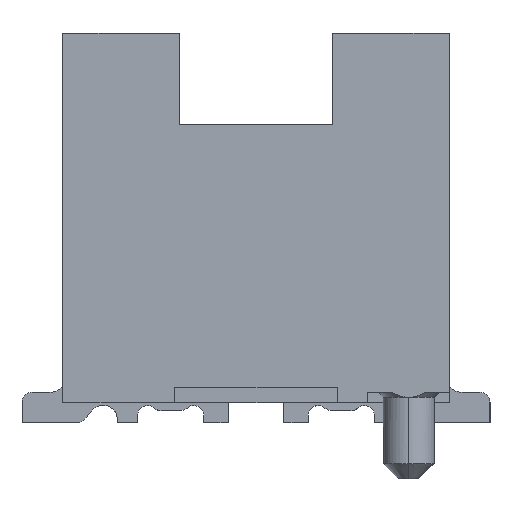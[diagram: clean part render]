
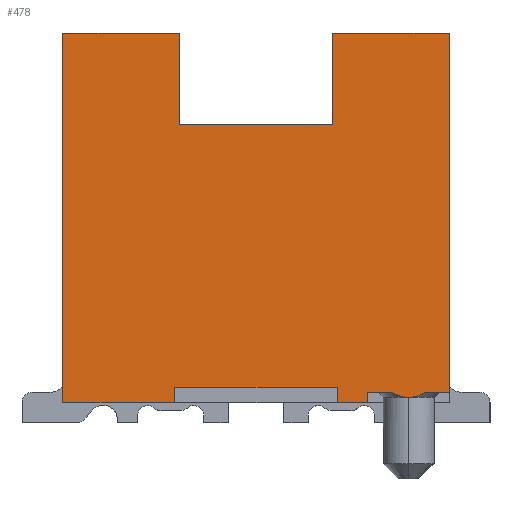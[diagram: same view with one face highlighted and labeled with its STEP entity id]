
A CAD part, left-side view. The second image highlights one B-rep face of the part: STEP entity #478.
In plain terms, the highlighted planar face has unit normal (-1, 0, 0).
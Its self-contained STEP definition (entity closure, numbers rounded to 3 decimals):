
#117=CARTESIAN_POINT('',(-4.8,-1.5,0.05));
#118=VERTEX_POINT('',#117);
#256=CARTESIAN_POINT('',(-4.8,-1.666,0.1));
#257=VERTEX_POINT('',#256);
#265=CARTESIAN_POINT('',(-4.8,-1.666,0.1));
#266=CARTESIAN_POINT('',(-4.8,-1.654,0.093));
#267=CARTESIAN_POINT('',(-4.8,-1.607,0.069));
#268=CARTESIAN_POINT('',(-4.8,-1.551,0.052));
#269=CARTESIAN_POINT('',(-4.8,-1.506,0.05));
#270=CARTESIAN_POINT('',(-4.8,-1.5,0.05));
#271=B_SPLINE_CURVE_WITH_KNOTS('',3,(#265,#266,#267,#268,#269,#270),.UNSPECIFIED.,.F.,.U.,(4,1,1,4),(0.,0.233,0.9,1.),.UNSPECIFIED.);
#272=EDGE_CURVE('',#257,#118,#271,.T.);
#324=CARTESIAN_POINT('',(-4.8,-1.1,0.1));
#325=VERTEX_POINT('',#324);
#332=CARTESIAN_POINT('',(-4.8,-1.1,0.));
#333=VERTEX_POINT('',#332);
#334=CARTESIAN_POINT('',(-4.8,-1.1,0.1));
#335=DIRECTION('',(0.,0.,-1.));
#336=VECTOR('',#335,0.1);
#337=LINE('',#334,#336);
#338=EDGE_CURVE('',#325,#333,#337,.T.);
#349=CARTESIAN_POINT('',(-4.8,0.,1.815));
#350=DIRECTION('',(0.,-1.,0.));
#351=DIRECTION('',(-1.,0.,0.));
#352=AXIS2_PLACEMENT_3D('',#349,#351,#350);
#353=PLANE('',#352);
#354=CARTESIAN_POINT('',(-4.8,-0.8,0.15));
#355=VERTEX_POINT('',#354);
#356=CARTESIAN_POINT('',(-4.8,-0.8,0.));
#357=VERTEX_POINT('',#356);
#358=CARTESIAN_POINT('',(-4.8,-0.8,0.15));
#359=DIRECTION('',(0.,0.,-1.));
#360=VECTOR('',#359,0.15);
#361=LINE('',#358,#360);
#362=EDGE_CURVE('',#355,#357,#361,.T.);
#363=ORIENTED_EDGE('',*,*,#362,.T.);
#364=CARTESIAN_POINT('',(-4.8,-0.8,0.));
#365=DIRECTION('',(0.,-1.,0.));
#366=VECTOR('',#365,0.3);
#367=LINE('',#364,#366);
#368=EDGE_CURVE('',#357,#333,#367,.T.);
#369=ORIENTED_EDGE('',*,*,#368,.T.);
#370=ORIENTED_EDGE('',*,*,#338,.F.);
#371=CARTESIAN_POINT('',(-4.8,-1.334,0.1));
#372=VERTEX_POINT('',#371);
#373=CARTESIAN_POINT('',(-4.8,-1.1,0.1));
#374=DIRECTION('',(0.,-1.,0.));
#375=VECTOR('',#374,0.234);
#376=LINE('',#373,#375);
#377=EDGE_CURVE('',#325,#372,#376,.T.);
#378=ORIENTED_EDGE('',*,*,#377,.T.);
#379=CARTESIAN_POINT('',(-4.8,-1.334,0.1));
#380=CARTESIAN_POINT('',(-4.8,-1.349,0.092));
#381=CARTESIAN_POINT('',(-4.8,-1.377,0.078));
#382=CARTESIAN_POINT('',(-4.8,-1.419,0.062));
#383=CARTESIAN_POINT('',(-4.8,-1.46,0.052));
#384=CARTESIAN_POINT('',(-4.8,-1.487,0.05));
#385=CARTESIAN_POINT('',(-4.8,-1.5,0.05));
#386=B_SPLINE_CURVE_WITH_KNOTS('',3,(#379,#380,#381,#382,#383,#384,#385),.UNSPECIFIED.,.F.,.U.,(4,1,1,1,4),(0.,0.282,0.538,0.775,0.999),.UNSPECIFIED.);
#387=EDGE_CURVE('',#372,#118,#386,.T.);
#388=ORIENTED_EDGE('',*,*,#387,.T.);
#389=ORIENTED_EDGE('',*,*,#272,.F.);
#390=CARTESIAN_POINT('',(-4.8,-1.9,0.1));
#391=VERTEX_POINT('',#390);
#392=CARTESIAN_POINT('',(-4.8,-1.666,0.1));
#393=DIRECTION('',(0.,-1.,0.));
#394=VECTOR('',#393,0.234);
#395=LINE('',#392,#394);
#396=EDGE_CURVE('',#257,#391,#395,.T.);
#397=ORIENTED_EDGE('',*,*,#396,.T.);
#398=CARTESIAN_POINT('',(-4.8,-1.9,3.63));
#399=VERTEX_POINT('',#398);
#400=CARTESIAN_POINT('',(-4.8,-1.9,0.1));
#401=DIRECTION('',(0.,0.,1.));
#402=VECTOR('',#401,3.53);
#403=LINE('',#400,#402);
#404=EDGE_CURVE('',#391,#399,#403,.T.);
#405=ORIENTED_EDGE('',*,*,#404,.T.);
#406=CARTESIAN_POINT('',(-4.8,-0.75,3.63));
#407=VERTEX_POINT('',#406);
#408=CARTESIAN_POINT('',(-4.8,-1.9,3.63));
#409=DIRECTION('',(0.,1.,0.));
#410=VECTOR('',#409,1.15);
#411=LINE('',#408,#410);
#412=EDGE_CURVE('',#399,#407,#411,.T.);
#413=ORIENTED_EDGE('',*,*,#412,.T.);
#414=CARTESIAN_POINT('',(-4.8,-0.75,2.73));
#415=VERTEX_POINT('',#414);
#416=CARTESIAN_POINT('',(-4.8,-0.75,3.63));
#417=DIRECTION('',(0.,0.,-1.));
#418=VECTOR('',#417,0.9);
#419=LINE('',#416,#418);
#420=EDGE_CURVE('',#407,#415,#419,.T.);
#421=ORIENTED_EDGE('',*,*,#420,.T.);
#422=CARTESIAN_POINT('',(-4.8,0.75,2.73));
#423=VERTEX_POINT('',#422);
#424=CARTESIAN_POINT('',(-4.8,-0.75,2.73));
#425=DIRECTION('',(0.,1.,0.));
#426=VECTOR('',#425,1.5);
#427=LINE('',#424,#426);
#428=EDGE_CURVE('',#415,#423,#427,.T.);
#429=ORIENTED_EDGE('',*,*,#428,.T.);
#430=CARTESIAN_POINT('',(-4.8,0.75,3.63));
#431=VERTEX_POINT('',#430);
#432=CARTESIAN_POINT('',(-4.8,0.75,2.73));
#433=DIRECTION('',(0.,0.,1.));
#434=VECTOR('',#433,0.9);
#435=LINE('',#432,#434);
#436=EDGE_CURVE('',#423,#431,#435,.T.);
#437=ORIENTED_EDGE('',*,*,#436,.T.);
#438=CARTESIAN_POINT('',(-4.8,1.9,3.63));
#439=VERTEX_POINT('',#438);
#440=CARTESIAN_POINT('',(-4.8,0.75,3.63));
#441=DIRECTION('',(0.,1.,0.));
#442=VECTOR('',#441,1.15);
#443=LINE('',#440,#442);
#444=EDGE_CURVE('',#431,#439,#443,.T.);
#445=ORIENTED_EDGE('',*,*,#444,.T.);
#446=CARTESIAN_POINT('',(-4.8,1.9,0.));
#447=VERTEX_POINT('',#446);
#448=CARTESIAN_POINT('',(-4.8,1.9,3.63));
#449=DIRECTION('',(0.,0.,-1.));
#450=VECTOR('',#449,3.63);
#451=LINE('',#448,#450);
#452=EDGE_CURVE('',#439,#447,#451,.T.);
#453=ORIENTED_EDGE('',*,*,#452,.T.);
#454=CARTESIAN_POINT('',(-4.8,0.8,0.));
#455=VERTEX_POINT('',#454);
#456=CARTESIAN_POINT('',(-4.8,1.9,0.));
#457=DIRECTION('',(0.,-1.,0.));
#458=VECTOR('',#457,1.1);
#459=LINE('',#456,#458);
#460=EDGE_CURVE('',#447,#455,#459,.T.);
#461=ORIENTED_EDGE('',*,*,#460,.T.);
#462=CARTESIAN_POINT('',(-4.8,0.8,0.15));
#463=VERTEX_POINT('',#462);
#464=CARTESIAN_POINT('',(-4.8,0.8,0.));
#465=DIRECTION('',(0.,0.,1.));
#466=VECTOR('',#465,0.15);
#467=LINE('',#464,#466);
#468=EDGE_CURVE('',#455,#463,#467,.T.);
#469=ORIENTED_EDGE('',*,*,#468,.T.);
#470=CARTESIAN_POINT('',(-4.8,0.8,0.15));
#471=DIRECTION('',(0.,-1.,0.));
#472=VECTOR('',#471,1.6);
#473=LINE('',#470,#472);
#474=EDGE_CURVE('',#463,#355,#473,.T.);
#475=ORIENTED_EDGE('',*,*,#474,.T.);
#476=EDGE_LOOP('',(#363,#369,#370,#378,#388,#389,#397,#405,#413,#421,#429,#437,#445,#453,#461,#469,#475));
#477=FACE_OUTER_BOUND('',#476,.T.);
#478=ADVANCED_FACE('',(#477),#353,.T.);
